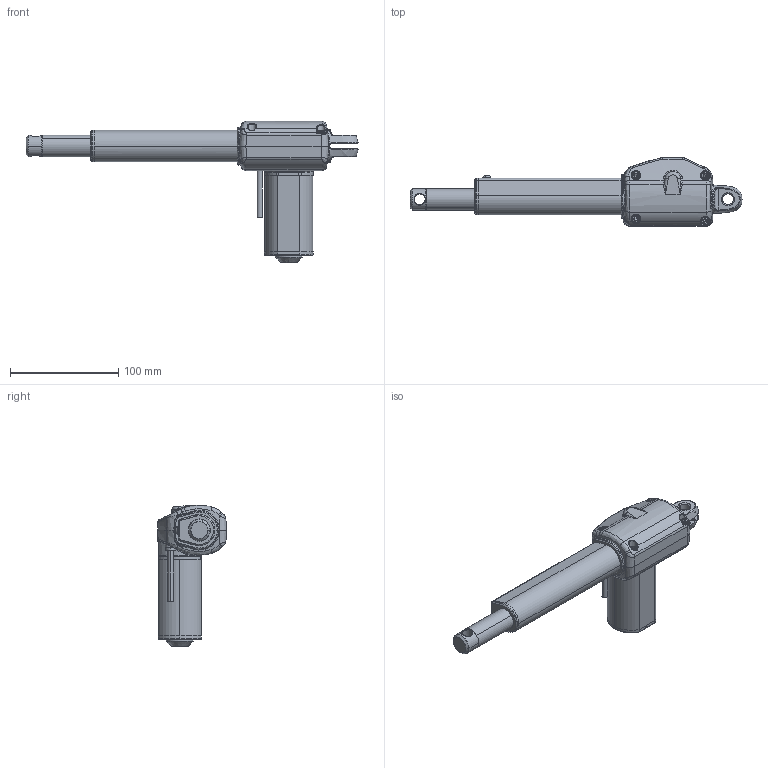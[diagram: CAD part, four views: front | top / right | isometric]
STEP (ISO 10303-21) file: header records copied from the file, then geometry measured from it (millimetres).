
FILE_DESCRIPTION (( 'STEP AP203' ), '1' );
FILE_NAME ('TA9.STEP', '2013-12-26T03:10:42', ( '' ), ( '' ), 'SwSTEP 2.0', 'SolidWorks 2010', '' );
FILE_SCHEMA (( 'CONFIG_CONTROL_DESIGN' ));
Length unit declared in the file: millimetre
Products named in the file (1): TA9
Bounding box: 307.06 x 63.5 x 130.9 mm (x, y, z)
Surface area: 61652.4 mm2 (no closed solid volume)
Topology: 0 solids, 17 shells, 541 faces, 1598 edges, 1040 vertices
Faces by surface type: bspline 189, plane 130, cylinder 124, torus 75, cone 23
Entity records: 48087 total; most frequent: CARTESIAN_POINT 35036, ORIENTED_EDGE 2656, DIRECTION 2425, EDGE_CURVE 1598, VERTEX_POINT 1040, AXIS2_PLACEMENT_3D 982, CIRCLE 629, EDGE_LOOP 580
